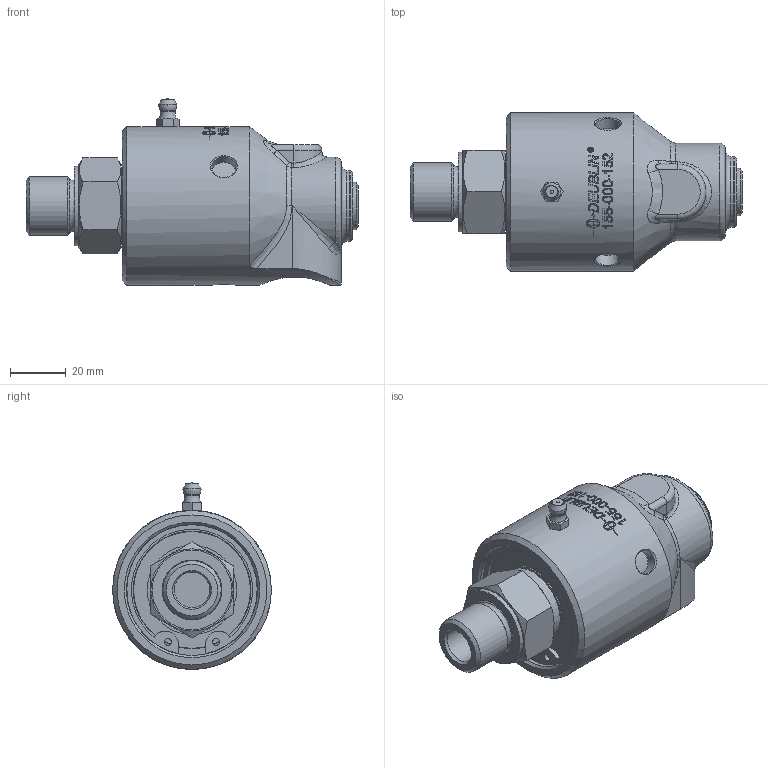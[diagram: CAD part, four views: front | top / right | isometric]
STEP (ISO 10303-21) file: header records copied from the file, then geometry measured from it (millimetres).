
FILE_DESCRIPTION(/* description */ (''),/* implementation_level */ '2;1');
FILE_NAME(/* name */ '155-000-152-IC.stp',/* time_stamp */ '2020-05-19T15:59:03-05:00',/* author */ ('Moorera'),/* organization */ (''),/* preprocessor_version */ 'ST-DEVELOPER v18.1',/* originating_system */ 'Autodesk Inventor 2020',/* authorisation */ '');
FILE_SCHEMA (('AUTOMOTIVE_DESIGN { 1 0 10303 214 3 1 1 }'));
Products named in the file (1): 155-000-152-IC
Bounding box: 119.16 x 57 x 66.99 mm (x, y, z)
Volume: 175218.3 mm3; surface area: 25783.2 mm2
Topology: 1 solids, 4 shells, 487 faces, 1298 edges, 856 vertices
Faces by surface type: bspline 245, plane 135, cylinder 72, cone 22, torus 11, sphere 2
Full cylindrical faces by diameter (mm): 2.48 x2, 3 x1, 3.12 x2, 8.6 x3, 12.7 x1, 17.475 x1, 20.955 x1, 21.4 x1, 25.4 x2, 27.8 x1, 28.6 x1, 32.1 x1, 41.9 x1, 42.2 x1, 47.07 x1, 50.75 x1, 57 x1
Entity records: 60577 total; most frequent: CARTESIAN_POINT 49238, ORIENTED_EDGE 2580, DIRECTION 1857, EDGE_CURVE 1290, VERTEX_POINT 856, AXIS2_PLACEMENT_3D 688, EDGE_LOOP 540, FACE_OUTER_BOUND 487
